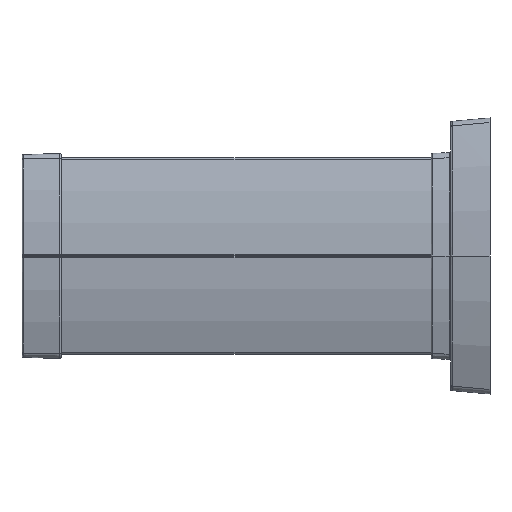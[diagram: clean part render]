
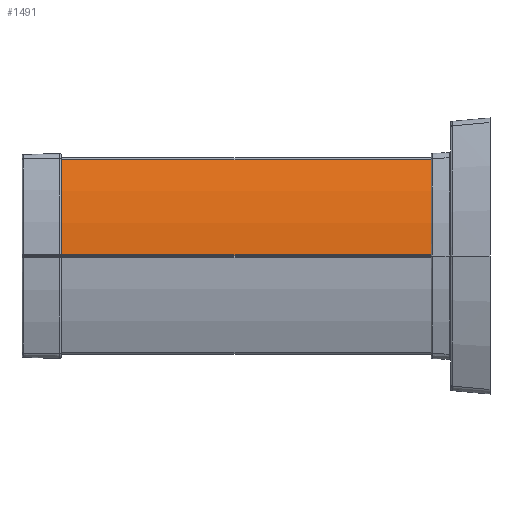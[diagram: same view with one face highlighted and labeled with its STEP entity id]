
A CAD part, front view. The second image highlights one B-rep face of the part: STEP entity #1491.
In plain terms, the highlighted cylindrical face has radius 190 mm (diameter 380 mm), a partial arc.
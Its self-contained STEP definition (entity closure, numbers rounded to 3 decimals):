
#1464=AXIS2_PLACEMENT_3D('Cylinder Axis2P3D',#1461,#1462,#1463) ;
#1468=AXIS2_PLACEMENT_3D('Circle Axis2P3D',#1466,#1467,$) ;
#1482=AXIS2_PLACEMENT_3D('Circle Axis2P3D',#1480,#1481,$) ;
#1438=CARTESIAN_POINT('Vertex',(11.,-27.346,50.281)) ;
#1441=CARTESIAN_POINT('Line Origine',(146.,-27.346,50.281)) ;
#1445=CARTESIAN_POINT('Vertex',(281.,-27.346,50.281)) ;
#1461=CARTESIAN_POINT('Axis2P3D Location',(146.,152.5,-11.)) ;
#1466=CARTESIAN_POINT('Axis2P3D Location',(11.,152.5,-11.)) ;
#1470=CARTESIAN_POINT('Vertex',(11.,-37.499,-10.247)) ;
#1473=CARTESIAN_POINT('Line Origine',(146.,-37.499,-10.247)) ;
#1477=CARTESIAN_POINT('Vertex',(281.,-37.499,-10.247)) ;
#1480=CARTESIAN_POINT('Axis2P3D Location',(281.,152.5,-11.)) ;
#1442=DIRECTION('Vector Direction',(1.,0.,0.)) ;
#1462=DIRECTION('Axis2P3D Direction',(1.,0.,0.)) ;
#1463=DIRECTION('Axis2P3D XDirection',(0.,-0.947,0.323)) ;
#1467=DIRECTION('Axis2P3D Direction',(1.,0.,0.)) ;
#1474=DIRECTION('Vector Direction',(1.,0.,0.)) ;
#1481=DIRECTION('Axis2P3D Direction',(1.,0.,0.)) ;
#1443=VECTOR('Line Direction',#1442,1.) ;
#1475=VECTOR('Line Direction',#1474,1.) ;
#1486=ORIENTED_EDGE('',*,*,#1447,.F.) ;
#1487=ORIENTED_EDGE('',*,*,#1472,.T.) ;
#1488=ORIENTED_EDGE('',*,*,#1479,.T.) ;
#1489=ORIENTED_EDGE('',*,*,#1484,.F.) ;
#1491=ADVANCED_FACE('Corps-2F.1\\Corps-Alu-2F-Sans Jonc',(#1490),#1465,.T.) ;
#1469=CIRCLE('generated circle',#1468,190.) ;
#1483=CIRCLE('generated circle',#1482,190.) ;
#1465=CYLINDRICAL_SURFACE('generated cylinder',#1464,190.) ;
#1447=EDGE_CURVE('',#1439,#1446,#1444,.T.) ;
#1472=EDGE_CURVE('',#1439,#1471,#1469,.T.) ;
#1479=EDGE_CURVE('',#1471,#1478,#1476,.T.) ;
#1484=EDGE_CURVE('',#1446,#1478,#1483,.T.) ;
#1485=EDGE_LOOP('',(#1486,#1487,#1488,#1489)) ;
#1490=FACE_OUTER_BOUND('',#1485,.T.) ;
#1444=LINE('Line',#1441,#1443) ;
#1476=LINE('Line',#1473,#1475) ;
#1439=VERTEX_POINT('',#1438) ;
#1446=VERTEX_POINT('',#1445) ;
#1471=VERTEX_POINT('',#1470) ;
#1478=VERTEX_POINT('',#1477) ;
